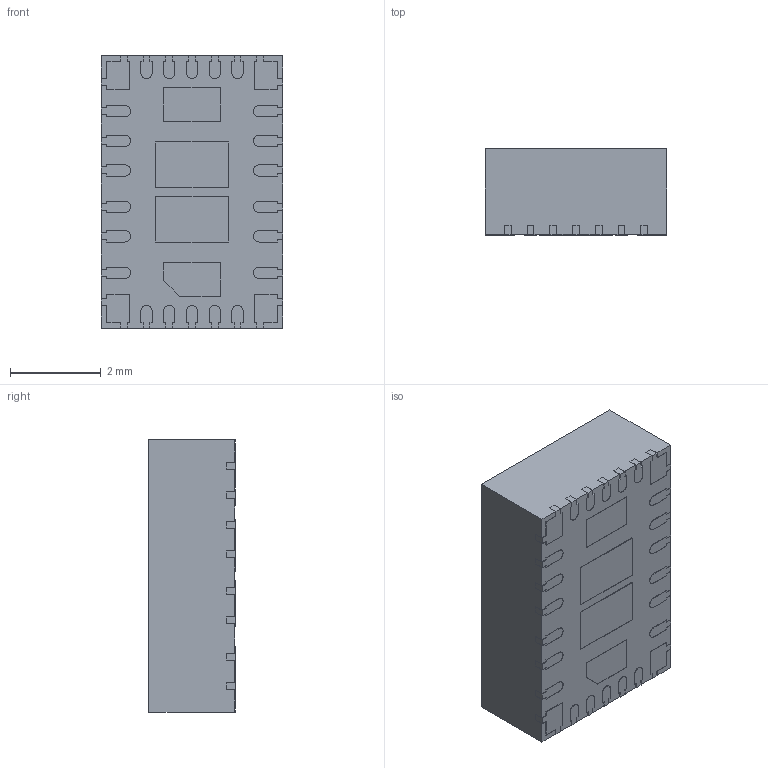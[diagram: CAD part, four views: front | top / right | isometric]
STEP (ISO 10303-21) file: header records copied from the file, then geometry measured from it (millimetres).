
FILE_DESCRIPTION (( 'STEP AP214' ), '1' );
FILE_NAME ('TPSM63602RDHR.STEP', '2023-10-16T08:55:03', ( '' ), ( '' ), 'SwSTEP 2.0', 'SolidWorks 2021', '' );
FILE_SCHEMA (( 'AUTOMOTIVE_DESIGN' ));
Length unit declared in the file: millimetre
Products named in the file (1): TPSM63602RDHR
Bounding box: 4 x 1.9 x 6 mm (x, y, z)
Volume: 45.5 mm3; surface area: 127.6 mm2
Topology: 32 solids, 32 shells, 569 faces, 1500 edges, 1000 vertices
Faces by surface type: plane 511, cylinder 58
Entity records: 17623 total; most frequent: CARTESIAN_POINT 3070, ORIENTED_EDGE 3000, DIRECTION 2756, EDGE_CURVE 1500, LINE 1384, VECTOR 1384, VERTEX_POINT 1000, AXIS2_PLACEMENT_3D 686
